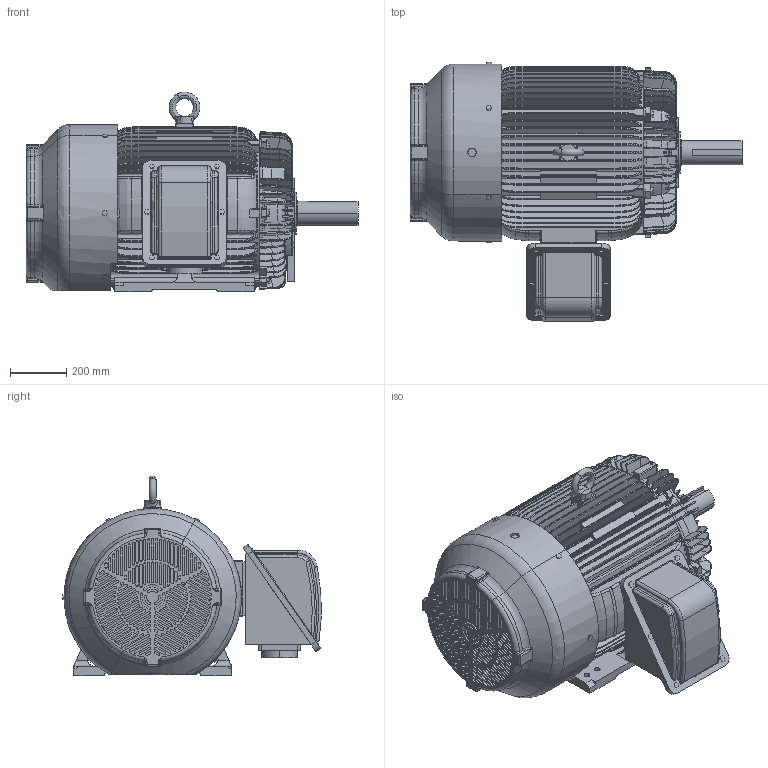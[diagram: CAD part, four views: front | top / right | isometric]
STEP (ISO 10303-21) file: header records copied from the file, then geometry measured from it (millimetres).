
FILE_DESCRIPTION(('CATIA V5 STEP Exchange'),'2;1');
FILE_NAME('3A043A058.stp','2013-12-18T06:52:43+00:00',('none'),('none'),'Unofficial Packaging Version','CATIA V5 STEP AP203','none');
FILE_SCHEMA(('CONFIG_CONTROL_DESIGN'));
Products named in the file (1): #14
Bounding box: 1178.45 x 918.42 x 709.39 mm (x, y, z)
Volume: 181566537.1 mm3; surface area: 7198688 mm2
Topology: 8 solids, 34 shells, 4809 faces, 12411 edges, 7593 vertices
Faces by surface type: bspline 1767, cylinder 1341, plane 1293, cone 162, torus 158, sphere 62, revolution 20, extrusion 6
Entity records: 237132 total; most frequent: CARTESIAN_POINT 142225, ORIENTED_EDGE 24642, EDGE_CURVE 12321, DIRECTION 10817, VERTEX_POINT 7593, B_SPLINE_CURVE_WITH_KNOTS 5567, EDGE_LOOP 5114, ADVANCED_FACE 4809
